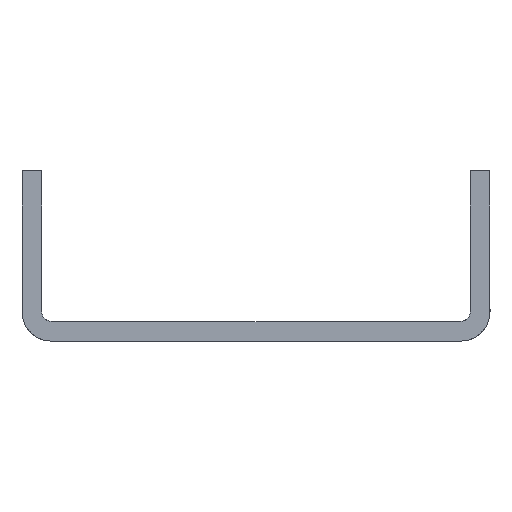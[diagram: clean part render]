
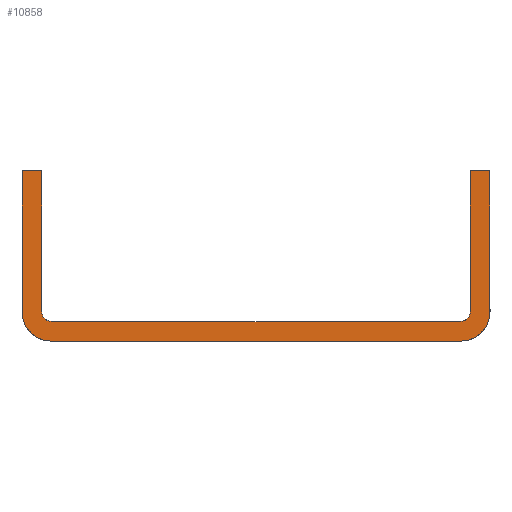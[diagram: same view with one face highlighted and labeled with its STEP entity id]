
A CAD part, front view. The second image highlights one B-rep face of the part: STEP entity #10858.
In plain terms, the highlighted planar face has unit normal (0, -1, 0).
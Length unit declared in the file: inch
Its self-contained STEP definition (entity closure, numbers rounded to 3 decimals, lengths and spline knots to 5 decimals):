
#488=FACE_OUTER_BOUND('',#1040,.T.);
#1040=EDGE_LOOP('',(#7274,#7275,#7276,#7277,#7278,#7279,#7280,#7281,#7282,
#7283,#7284,#7285));
#1712=CIRCLE('',#11431,0.09499);
#1713=CIRCLE('',#11432,0.09499);
#1714=CIRCLE('',#11433,0.032);
#1715=CIRCLE('',#11434,0.032);
#2272=LINE('',#15854,#3402);
#2273=LINE('',#15856,#3403);
#2274=LINE('',#15860,#3404);
#2275=LINE('',#15864,#3405);
#2276=LINE('',#15866,#3406);
#2277=LINE('',#15868,#3407);
#2278=LINE('',#15872,#3408);
#2279=LINE('',#15875,#3409);
#3402=VECTOR('',#12530,0.3937);
#3403=VECTOR('',#12531,0.3937);
#3404=VECTOR('',#12534,0.3937);
#3405=VECTOR('',#12537,0.3937);
#3406=VECTOR('',#12538,0.3937);
#3407=VECTOR('',#12539,0.3937);
#3408=VECTOR('',#12542,0.3937);
#3409=VECTOR('',#12545,0.3937);
#4532=VERTEX_POINT('',#15852);
#4533=VERTEX_POINT('',#15853);
#4534=VERTEX_POINT('',#15855);
#4535=VERTEX_POINT('',#15857);
#4536=VERTEX_POINT('',#15859);
#4537=VERTEX_POINT('',#15861);
#4538=VERTEX_POINT('',#15863);
#4539=VERTEX_POINT('',#15865);
#4540=VERTEX_POINT('',#15867);
#4541=VERTEX_POINT('',#15869);
#4542=VERTEX_POINT('',#15871);
#4543=VERTEX_POINT('',#15873);
#5624=EDGE_CURVE('',#4532,#4533,#2272,.T.);
#5625=EDGE_CURVE('',#4534,#4532,#2273,.T.);
#5626=EDGE_CURVE('',#4535,#4534,#1712,.T.);
#5627=EDGE_CURVE('',#4536,#4535,#2274,.T.);
#5628=EDGE_CURVE('',#4537,#4536,#1713,.T.);
#5629=EDGE_CURVE('',#4538,#4537,#2275,.T.);
#5630=EDGE_CURVE('',#4539,#4538,#2276,.T.);
#5631=EDGE_CURVE('',#4540,#4539,#2277,.T.);
#5632=EDGE_CURVE('',#4541,#4540,#1714,.T.);
#5633=EDGE_CURVE('',#4542,#4541,#2278,.T.);
#5634=EDGE_CURVE('',#4543,#4542,#1715,.T.);
#5635=EDGE_CURVE('',#4533,#4543,#2279,.T.);
#7274=ORIENTED_EDGE('',*,*,#5624,.F.);
#7275=ORIENTED_EDGE('',*,*,#5625,.F.);
#7276=ORIENTED_EDGE('',*,*,#5626,.F.);
#7277=ORIENTED_EDGE('',*,*,#5627,.F.);
#7278=ORIENTED_EDGE('',*,*,#5628,.F.);
#7279=ORIENTED_EDGE('',*,*,#5629,.F.);
#7280=ORIENTED_EDGE('',*,*,#5630,.F.);
#7281=ORIENTED_EDGE('',*,*,#5631,.F.);
#7282=ORIENTED_EDGE('',*,*,#5632,.F.);
#7283=ORIENTED_EDGE('',*,*,#5633,.F.);
#7284=ORIENTED_EDGE('',*,*,#5634,.F.);
#7285=ORIENTED_EDGE('',*,*,#5635,.F.);
#10574=PLANE('',#11430);
#10858=ADVANCED_FACE('',(#488),#10574,.F.);
#11430=AXIS2_PLACEMENT_3D('',#15851,#12528,#12529);
#11431=AXIS2_PLACEMENT_3D('',#15858,#12532,#12533);
#11432=AXIS2_PLACEMENT_3D('',#15862,#12535,#12536);
#11433=AXIS2_PLACEMENT_3D('',#15870,#12540,#12541);
#11434=AXIS2_PLACEMENT_3D('',#15874,#12543,#12544);
#12528=DIRECTION('center_axis',(0.,1.,0.));
#12529=DIRECTION('ref_axis',(0.,0.,1.));
#12530=DIRECTION('',(1.,0.,0.));
#12531=DIRECTION('',(0.,0.,1.));
#12532=DIRECTION('center_axis',(0.,1.,0.));
#12533=DIRECTION('ref_axis',(0.,0.,-1.));
#12534=DIRECTION('',(-1.,0.,0.));
#12535=DIRECTION('center_axis',(0.,1.,0.));
#12536=DIRECTION('ref_axis',(0.,0.,1.));
#12537=DIRECTION('',(0.,0.,-1.));
#12538=DIRECTION('',(1.,0.,0.));
#12539=DIRECTION('',(0.,0.,1.));
#12540=DIRECTION('center_axis',(0.,-1.,0.));
#12541=DIRECTION('ref_axis',(0.,0.,1.));
#12542=DIRECTION('',(1.,0.,0.));
#12543=DIRECTION('center_axis',(0.,-1.,0.));
#12544=DIRECTION('ref_axis',(0.,0.,-1.));
#12545=DIRECTION('',(0.,0.,-1.));
#15851=CARTESIAN_POINT('Origin',(0.05382,2.75,0.26639));
#15852=CARTESIAN_POINT('',(-0.75,2.75,0.546));
#15853=CARTESIAN_POINT('',(-0.68701,2.75,0.546));
#15854=CARTESIAN_POINT('',(-0.34809,2.75,0.546));
#15855=CARTESIAN_POINT('',(-0.75,2.75,0.09499));
#15856=CARTESIAN_POINT('',(-0.75,2.75,0.1332));
#15857=CARTESIAN_POINT('',(-0.65501,2.75,0.));
#15858=CARTESIAN_POINT('Origin',(-0.65501,2.75,0.09499));
#15859=CARTESIAN_POINT('',(0.65501,2.75,0.));
#15860=CARTESIAN_POINT('',(-0.34809,2.75,0.));
#15861=CARTESIAN_POINT('',(0.75,2.75,0.09499));
#15862=CARTESIAN_POINT('Origin',(0.65501,2.75,0.09499));
#15863=CARTESIAN_POINT('',(0.75,2.75,0.546));
#15864=CARTESIAN_POINT('',(0.75,2.75,0.1332));
#15865=CARTESIAN_POINT('',(0.68701,2.75,0.546));
#15866=CARTESIAN_POINT('',(0.40191,2.75,0.546));
#15867=CARTESIAN_POINT('',(0.68701,2.75,0.09499));
#15868=CARTESIAN_POINT('',(0.68701,2.75,0.1332));
#15869=CARTESIAN_POINT('',(0.65501,2.75,0.06299));
#15870=CARTESIAN_POINT('Origin',(0.65501,2.75,0.09499));
#15871=CARTESIAN_POINT('',(-0.65501,2.75,0.06299));
#15872=CARTESIAN_POINT('',(-0.34809,2.75,0.06299));
#15873=CARTESIAN_POINT('',(-0.68701,2.75,0.09499));
#15874=CARTESIAN_POINT('Origin',(-0.65501,2.75,0.09499));
#15875=CARTESIAN_POINT('',(-0.68701,2.75,0.1332));
